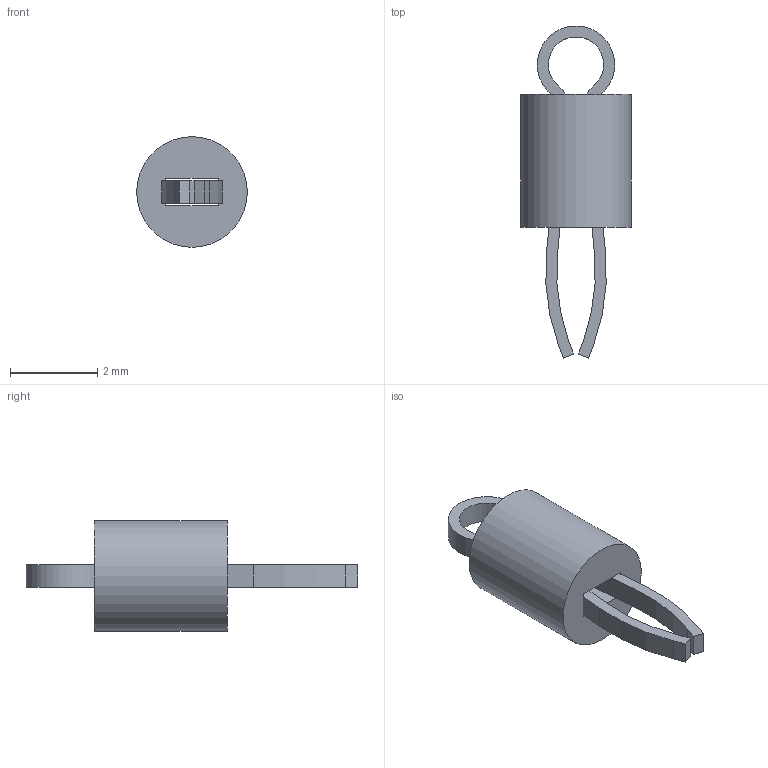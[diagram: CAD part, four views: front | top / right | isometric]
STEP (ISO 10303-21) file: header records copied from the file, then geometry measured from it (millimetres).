
FILE_DESCRIPTION (( 'STEP AP214' ), '1' );
FILE_NAME ('5266.STEP', '2019-11-06T16:36:49', ( '' ), ( '' ), 'SwSTEP 2.0', 'SolidWorks 2013', '' );
FILE_SCHEMA (( 'AUTOMOTIVE_DESIGN' ));
Length unit declared in the file: inch
Products named in the file (1): 5266
Bounding box: 2.54 x 7.62 x 2.54 mm (x, y, z)
Volume: 15.2 mm3; surface area: 69.1 mm2
Topology: 2 solids, 2 shells, 29 faces, 75 edges, 50 vertices
Faces by surface type: plane 18, cylinder 11
Full cylindrical faces by diameter (mm): 2.54 x1
Entity records: 1318 total; most frequent: DIRECTION 156, CARTESIAN_POINT 154, ORIENTED_EDGE 148, EDGE_CURVE 74, VECTOR 52, AXIS2_PLACEMENT_3D 52, LINE 52, VERTEX_POINT 50
